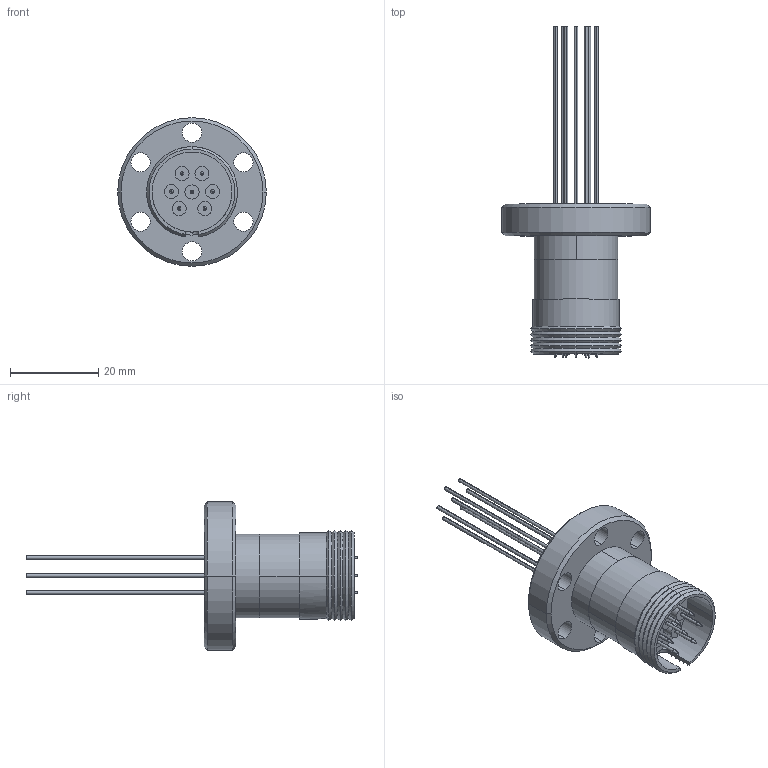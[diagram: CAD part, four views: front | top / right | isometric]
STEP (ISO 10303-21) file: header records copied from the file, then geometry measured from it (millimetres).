
FILE_DESCRIPTION (( 'STEP AP203' ), '1' );
FILE_NAME ('A1620-3-CF.STEP', '2012-11-19T18:49:01', ( '' ), ( '' ), 'SwSTEP 2.0', 'SolidWorks 2012', '' );
FILE_SCHEMA (( 'CONFIG_CONTROL_DESIGN' ));
Length unit declared in the file: inch
Products named in the file (1): A1620-3-CF
Bounding box: 33.78 x 75.44 x 33.78 mm (x, y, z)
Volume: 7028.9 mm3; surface area: 8641.3 mm2
Topology: 1 solids, 8 shells, 241 faces, 532 edges, 342 vertices
Faces by surface type: cylinder 106, cone 67, plane 54, torus 14
Entity records: 7955 total; most frequent: CARTESIAN_POINT 2312, DIRECTION 1270, ORIENTED_EDGE 1064, AXIS2_PLACEMENT_3D 550, EDGE_CURVE 532, VERTEX_POINT 342, CIRCLE 308, EDGE_LOOP 302
